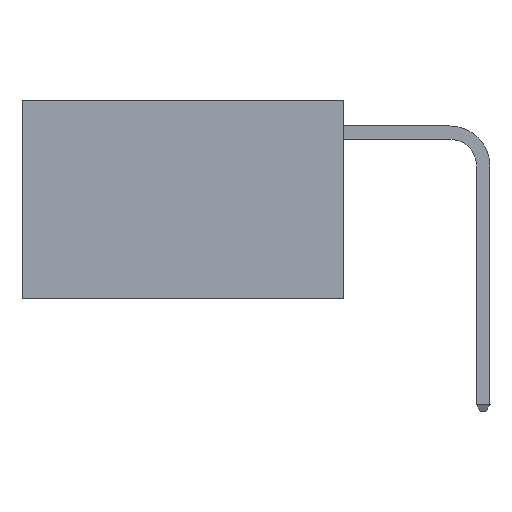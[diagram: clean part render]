
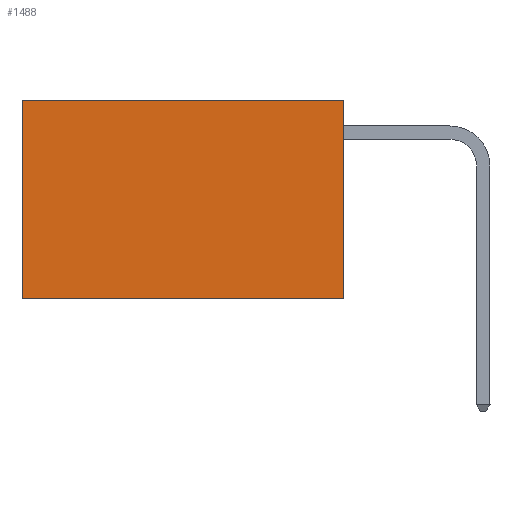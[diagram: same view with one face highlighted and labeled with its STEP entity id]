
A CAD part, left-side view. The second image highlights one B-rep face of the part: STEP entity #1488.
In plain terms, the highlighted planar face has unit normal (-1, 0, 0).
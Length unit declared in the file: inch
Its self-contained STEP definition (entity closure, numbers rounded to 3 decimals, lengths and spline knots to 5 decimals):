
#239 = LINE ( 'NONE', #5603, #13789 ) ;
#356 = LINE ( 'NONE', #6610, #10412 ) ;
#1221 = EDGE_CURVE ( 'NONE', #9645, #3393, #356, .T. ) ;
#1488 = ADVANCED_FACE ( 'NONE', ( #13980 ), #3103, .F. ) ;
#1790 = ORIENTED_EDGE ( 'NONE', *, *, #3462, .T. ) ;
#2193 = EDGE_CURVE ( 'NONE', #7688, #13462, #239, .T. ) ;
#3103 = PLANE ( 'NONE',  #12466 ) ;
#3393 = VERTEX_POINT ( 'NONE', #14748 ) ;
#3462 = EDGE_CURVE ( 'NONE', #9645, #7688, #11498, .T. ) ;
#4399 = DIRECTION ( 'NONE',  ( 1., 0., 0. ) ) ;
#4677 = CARTESIAN_POINT ( 'NONE',  ( 0.2625, 0.6, 0. ) ) ;
#4943 = DIRECTION ( 'NONE',  ( 0., 1., 0. ) ) ;
#5033 = CARTESIAN_POINT ( 'NONE',  ( 0.2625, 0.6, -0.37 ) ) ;
#5087 = DIRECTION ( 'NONE',  ( 0., 1., 0. ) ) ;
#5336 = EDGE_CURVE ( 'NONE', #3393, #13462, #13332, .T. ) ;
#5603 = CARTESIAN_POINT ( 'NONE',  ( 0.2625, 0.6, 0. ) ) ;
#5708 = VECTOR ( 'NONE', #5087, 39.37008 ) ;
#6610 = CARTESIAN_POINT ( 'NONE',  ( 0.2625, 0., 0. ) ) ;
#7552 = CARTESIAN_POINT ( 'NONE',  ( 0.2625, 0., 0. ) ) ;
#7688 = VERTEX_POINT ( 'NONE', #4677 ) ;
#7957 = CARTESIAN_POINT ( 'NONE',  ( 0.2625, 0., 0. ) ) ;
#8504 = CARTESIAN_POINT ( 'NONE',  ( 0.2625, 0., -0.37 ) ) ;
#9645 = VERTEX_POINT ( 'NONE', #14668 ) ;
#10412 = VECTOR ( 'NONE', #12492, 39.37008 ) ;
#10556 = EDGE_LOOP ( 'NONE', ( #11947, #11035, #10889, #1790 ) ) ;
#10889 = ORIENTED_EDGE ( 'NONE', *, *, #1221, .F. ) ;
#11035 = ORIENTED_EDGE ( 'NONE', *, *, #5336, .F. ) ;
#11498 = LINE ( 'NONE', #7552, #5708 ) ;
#11615 = DIRECTION ( 'NONE',  ( 0., 0., -1. ) ) ;
#11947 = ORIENTED_EDGE ( 'NONE', *, *, #2193, .T. ) ;
#12466 = AXIS2_PLACEMENT_3D ( 'NONE', #7957, #4399, #11615 ) ;
#12492 = DIRECTION ( 'NONE',  ( 0., 0., -1. ) ) ;
#13332 = LINE ( 'NONE', #8504, #15597 ) ;
#13462 = VERTEX_POINT ( 'NONE', #5033 ) ;
#13789 = VECTOR ( 'NONE', #15284, 39.37008 ) ;
#13980 = FACE_OUTER_BOUND ( 'NONE', #10556, .T. ) ;
#14668 = CARTESIAN_POINT ( 'NONE',  ( 0.2625, 0., 0. ) ) ;
#14748 = CARTESIAN_POINT ( 'NONE',  ( 0.2625, 0., -0.37 ) ) ;
#15284 = DIRECTION ( 'NONE',  ( 0., 0., -1. ) ) ;
#15597 = VECTOR ( 'NONE', #4943, 39.37008 ) ;
